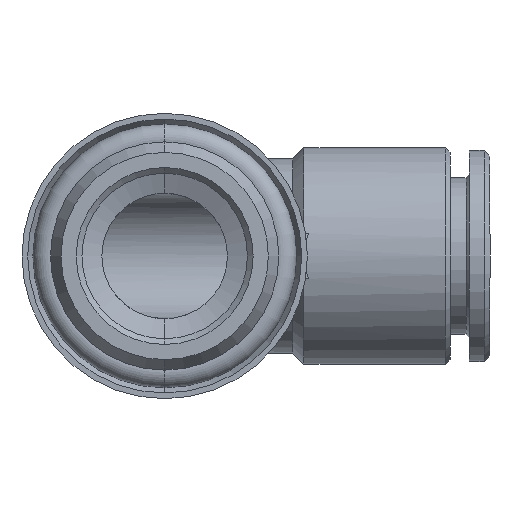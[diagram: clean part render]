
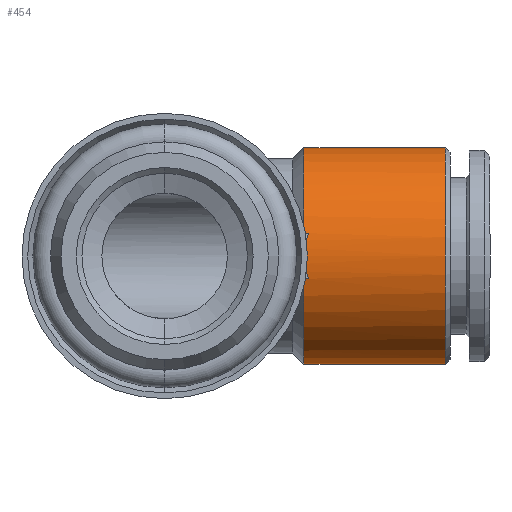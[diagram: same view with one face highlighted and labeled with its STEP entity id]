
A CAD part, front view. The second image highlights one B-rep face of the part: STEP entity #454.
In plain terms, the highlighted cylindrical face has radius 9.5 mm (diameter 19 mm), a partial arc.
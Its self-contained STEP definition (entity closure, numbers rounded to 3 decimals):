
#304 = VERTEX_POINT ( 'NONE', #2343 ) ;
#332 = VERTEX_POINT ( 'NONE', #2454 ) ;
#367 = VERTEX_POINT ( 'NONE', #2496 ) ;
#382 = VERTEX_POINT ( 'NONE', #2519 ) ;
#385 = EDGE_CURVE ( 'NONE', #304, #382, #2528, .T. ) ;
#425 = EDGE_CURVE ( 'NONE', #382, #438, #2685, .T. ) ;
#437 = EDGE_CURVE ( 'NONE', #332, #367, #3390, .T. ) ;
#438 = VERTEX_POINT ( 'NONE', #3386 ) ;
#450 = ORIENTED_EDGE ( 'NONE', *, *, #1420, .F. ) ;
#454 = ADVANCED_FACE ( 'NONE', ( #3519 ), #3485, .T. ) ;
#552 =( BOUNDED_CURVE ( )  B_SPLINE_CURVE ( 3, ( #556, #557, #555, #554 ),
 .UNSPECIFIED., .F., .F. ) 
 B_SPLINE_CURVE_WITH_KNOTS ( ( 4, 4 ),
 ( 4.501, 4.508 ),
 .UNSPECIFIED. ) 
 CURVE ( )  GEOMETRIC_REPRESENTATION_ITEM ( )  RATIONAL_B_SPLINE_CURVE ( ( 1., 1., 1., 1. ) ) 
 REPRESENTATION_ITEM ( '' )  );
#554 = CARTESIAN_POINT ( 'NONE',  ( 12.2, -9.301, 1.932 ) ) ;
#555 = CARTESIAN_POINT ( 'NONE',  ( 12.33, -9.297, 1.953 ) ) ;
#556 = CARTESIAN_POINT ( 'NONE',  ( 12.589, -9.288, 1.994 ) ) ;
#557 = CARTESIAN_POINT ( 'NONE',  ( 12.46, -9.293, 1.973 ) ) ;
#563 = CARTESIAN_POINT ( 'NONE',  ( 12.589, -9.288, -1.994 ) ) ;
#577 = CARTESIAN_POINT ( 'NONE',  ( 12.589, -9.288, -1.994 ) ) ;
#579 = CARTESIAN_POINT ( 'NONE',  ( 12.2, -9.301, -1.932 ) ) ;
#580 =( BOUNDED_CURVE ( )  B_SPLINE_CURVE ( 3, ( #577, #583, #582, #579 ),
 .UNSPECIFIED., .F., .F. ) 
 B_SPLINE_CURVE_WITH_KNOTS ( ( 4, 4 ),
 ( 4.501, 4.508 ),
 .UNSPECIFIED. ) 
 CURVE ( )  GEOMETRIC_REPRESENTATION_ITEM ( )  RATIONAL_B_SPLINE_CURVE ( ( 1., 1., 1., 1. ) ) 
 REPRESENTATION_ITEM ( '' )  );
#582 = CARTESIAN_POINT ( 'NONE',  ( 12.33, -9.297, -1.953 ) ) ;
#583 = CARTESIAN_POINT ( 'NONE',  ( 12.46, -9.293, -1.973 ) ) ;
#607 = CARTESIAN_POINT ( 'NONE',  ( 12.589, -9.288, -1.994 ) ) ;
#608 = CARTESIAN_POINT ( 'NONE',  ( 12.254, -9.481, -0.682 ) ) ;
#612 = CARTESIAN_POINT ( 'NONE',  ( 12.223, -9.5, 0.168 ) ) ;
#613 = CARTESIAN_POINT ( 'NONE',  ( 12.223, -9.5, -0.344 ) ) ;
#617 = DIRECTION ( 'NONE',  ( 0., 0., 1. ) ) ;
#618 = CARTESIAN_POINT ( 'NONE',  ( 12.285, -9.463, 0.852 ) ) ;
#619 = CARTESIAN_POINT ( 'NONE',  ( 12.262, -9.477, 0.683 ) ) ;
#621 = CARTESIAN_POINT ( 'NONE',  ( 12.2, 0., 0. ) ) ;
#622 = CARTESIAN_POINT ( 'NONE',  ( 12.471, -9.355, -1.681 ) ) ;
#629 = CARTESIAN_POINT ( 'NONE',  ( 12.378, -9.409, 1.352 ) ) ;
#630 = CARTESIAN_POINT ( 'NONE',  ( 12.589, -9.288, 1.994 ) ) ;
#631 = CARTESIAN_POINT ( 'NONE',  ( 12.469, -9.356, 1.678 ) ) ;
#635 = B_SPLINE_CURVE_WITH_KNOTS ( 'NONE', 3,
 ( #607, #622, #638, #608, #613, #612, #643, #619, #618, #629, #631, #630 ),
 .UNSPECIFIED., .F., .F.,
 ( 4, 2, 2, 2, 2, 4 ),
 ( 0.001, 0.002, 0.003, 0.004, 0.004, 0.005 ),
 .UNSPECIFIED. ) ;
#638 = CARTESIAN_POINT ( 'NONE',  ( 12.377, -9.409, -1.351 ) ) ;
#639 = DIRECTION ( 'NONE',  ( -1., 0., 0. ) ) ;
#640 = AXIS2_PLACEMENT_3D ( 'NONE', #621, #639, #617 ) ;
#641 = CIRCLE ( 'NONE', #640, 9.5 ) ;
#643 = CARTESIAN_POINT ( 'NONE',  ( 12.23, -9.495, 0.341 ) ) ;
#1201 = CARTESIAN_POINT ( 'NONE',  ( 12.589, -9.288, 1.994 ) ) ;
#1232 = CARTESIAN_POINT ( 'NONE',  ( 12.2, -9.301, 1.932 ) ) ;
#1234 = DIRECTION ( 'NONE',  ( 0., 0., 1. ) ) ;
#1235 = DIRECTION ( 'NONE',  ( -1., 0., 0. ) ) ;
#1236 = CARTESIAN_POINT ( 'NONE',  ( 24.6, 0., 0. ) ) ;
#1237 = AXIS2_PLACEMENT_3D ( 'NONE', #1236, #1235, #1234 ) ;
#1238 = CIRCLE ( 'NONE', #1237, 9.5 ) ;
#1371 = VERTEX_POINT ( 'NONE', #1201 ) ;
#1374 = EDGE_CURVE ( 'NONE', #304, #332, #1238, .T. ) ;
#1375 = VERTEX_POINT ( 'NONE', #1232 ) ;
#1393 = ORIENTED_EDGE ( 'NONE', *, *, #1458, .T. ) ;
#1404 = ORIENTED_EDGE ( 'NONE', *, *, #385, .F. ) ;
#1408 = ORIENTED_EDGE ( 'NONE', *, *, #1409, .F. ) ;
#1409 = EDGE_CURVE ( 'NONE', #1450, #1371, #635, .T. ) ;
#1419 = ORIENTED_EDGE ( 'NONE', *, *, #1451, .F. ) ;
#1420 = EDGE_CURVE ( 'NONE', #1375, #367, #641, .T. ) ;
#1450 = VERTEX_POINT ( 'NONE', #563 ) ;
#1451 = EDGE_CURVE ( 'NONE', #1371, #1375, #552, .T. ) ;
#1457 = ORIENTED_EDGE ( 'NONE', *, *, #437, .T. ) ;
#1458 = EDGE_CURVE ( 'NONE', #1450, #438, #580, .T. ) ;
#1459 = ORIENTED_EDGE ( 'NONE', *, *, #425, .F. ) ;
#1460 = ORIENTED_EDGE ( 'NONE', *, *, #1374, .T. ) ;
#1468 = EDGE_LOOP ( 'NONE', ( #1404, #1460, #1457, #450, #1419, #1408, #1393, #1459 ) ) ;
#2343 = CARTESIAN_POINT ( 'NONE',  ( 24.6, 0., -9.5 ) ) ;
#2454 = CARTESIAN_POINT ( 'NONE',  ( 24.6, 0., 9.5 ) ) ;
#2496 = CARTESIAN_POINT ( 'NONE',  ( 12.2, 0., 9.5 ) ) ;
#2498 = DIRECTION ( 'NONE',  ( -1., 0., 0. ) ) ;
#2519 = CARTESIAN_POINT ( 'NONE',  ( 12.2, 0., -9.5 ) ) ;
#2526 = VECTOR ( 'NONE', #2498, 1000. ) ;
#2527 = CARTESIAN_POINT ( 'NONE',  ( -11.484, 0., -9.5 ) ) ;
#2528 = LINE ( 'NONE', #2527, #2526 ) ;
#2669 = CARTESIAN_POINT ( 'NONE',  ( 12.2, 0., 0. ) ) ;
#2670 = DIRECTION ( 'NONE',  ( 0., 0., 1. ) ) ;
#2671 = DIRECTION ( 'NONE',  ( -1., 0., 0. ) ) ;
#2672 = AXIS2_PLACEMENT_3D ( 'NONE', #2669, #2671, #2670 ) ;
#2685 = CIRCLE ( 'NONE', #2672, 9.5 ) ;
#3386 = CARTESIAN_POINT ( 'NONE',  ( 12.2, -9.301, -1.932 ) ) ;
#3387 = DIRECTION ( 'NONE',  ( -1., 0., 0. ) ) ;
#3388 = VECTOR ( 'NONE', #3387, 1000. ) ;
#3389 = CARTESIAN_POINT ( 'NONE',  ( -11.484, 0., 9.5 ) ) ;
#3390 = LINE ( 'NONE', #3389, #3388 ) ;
#3485 = CYLINDRICAL_SURFACE ( 'NONE', #3507, 9.5 ) ;
#3486 = DIRECTION ( 'NONE',  ( -1., 0., 0. ) ) ;
#3487 = CARTESIAN_POINT ( 'NONE',  ( -11.484, 0., 0. ) ) ;
#3505 = DIRECTION ( 'NONE',  ( 0., 0., 1. ) ) ;
#3507 = AXIS2_PLACEMENT_3D ( 'NONE', #3487, #3486, #3505 ) ;
#3519 = FACE_OUTER_BOUND ( 'NONE', #1468, .T. ) ;
